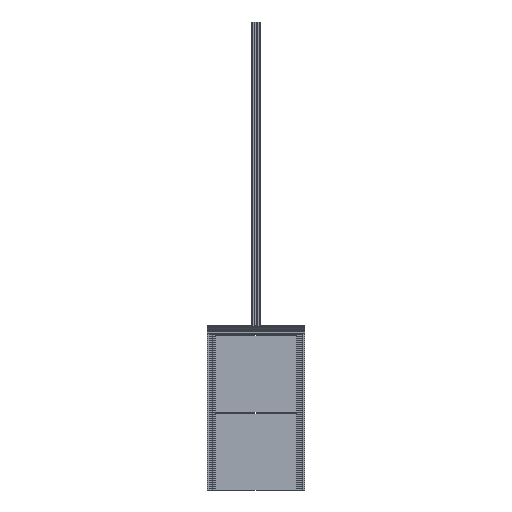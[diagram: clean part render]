
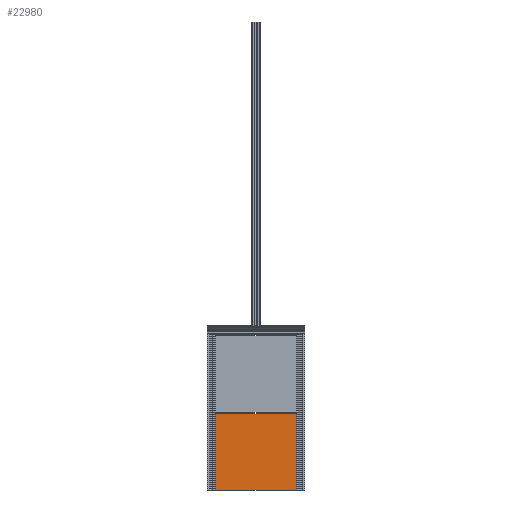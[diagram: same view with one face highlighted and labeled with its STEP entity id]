
A CAD part, front view. The second image highlights one B-rep face of the part: STEP entity #22980.
In plain terms, the highlighted planar face has unit normal (0, -1, 0).
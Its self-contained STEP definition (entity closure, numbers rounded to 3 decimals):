
#15070 = VERTEX_POINT('',#15071);
#15071 = CARTESIAN_POINT('',(-124.375,12.5,-495.));
#15364 = EDGE_CURVE('',#15070,#15365,#15367,.T.);
#15365 = VERTEX_POINT('',#15366);
#15366 = CARTESIAN_POINT('',(124.375,12.5,-495.));
#15367 = LINE('',#15368,#15369);
#15368 = CARTESIAN_POINT('',(-145.,12.5,-495.));
#15369 = VECTOR('',#15370,1.);
#15370 = DIRECTION('',(1.,0.,0.));
#20500 = VERTEX_POINT('',#20501);
#20501 = CARTESIAN_POINT('',(-124.375,12.5,-265.));
#21056 = VERTEX_POINT('',#21057);
#21057 = CARTESIAN_POINT('',(124.375,12.5,-265.));
#21766 = EDGE_CURVE('',#15070,#20500,#21767,.T.);
#21767 = LINE('',#21768,#21769);
#21768 = CARTESIAN_POINT('',(-124.375,12.5,-495.));
#21769 = VECTOR('',#21770,1.);
#21770 = DIRECTION('',(0.,0.,1.));
#21824 = EDGE_CURVE('',#20500,#21056,#21825,.T.);
#21825 = LINE('',#21826,#21827);
#21826 = CARTESIAN_POINT('',(-145.,12.5,-265.));
#21827 = VECTOR('',#21828,1.);
#21828 = DIRECTION('',(1.,0.,0.));
#22980 = ADVANCED_FACE('',(#22981),#22992,.F.);
#22981 = FACE_BOUND('',#22982,.F.);
#22982 = EDGE_LOOP('',(#22983,#22984,#22985,#22986));
#22983 = ORIENTED_EDGE('',*,*,#15364,.F.);
#22984 = ORIENTED_EDGE('',*,*,#21766,.T.);
#22985 = ORIENTED_EDGE('',*,*,#21824,.T.);
#22986 = ORIENTED_EDGE('',*,*,#22987,.F.);
#22987 = EDGE_CURVE('',#15365,#21056,#22988,.T.);
#22988 = LINE('',#22989,#22990);
#22989 = CARTESIAN_POINT('',(124.375,12.5,-495.));
#22990 = VECTOR('',#22991,1.);
#22991 = DIRECTION('',(0.,0.,1.));
#22992 = PLANE('',#22993);
#22993 = AXIS2_PLACEMENT_3D('',#22994,#22995,#22996);
#22994 = CARTESIAN_POINT('',(-145.,12.5,-495.));
#22995 = DIRECTION('',(0.,1.,0.));
#22996 = DIRECTION('',(0.,0.,1.));
